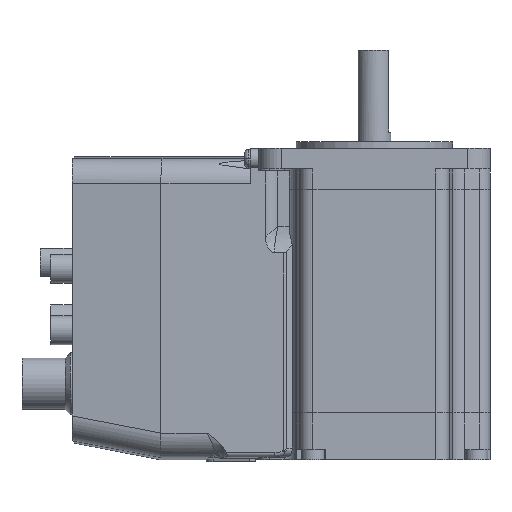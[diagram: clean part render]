
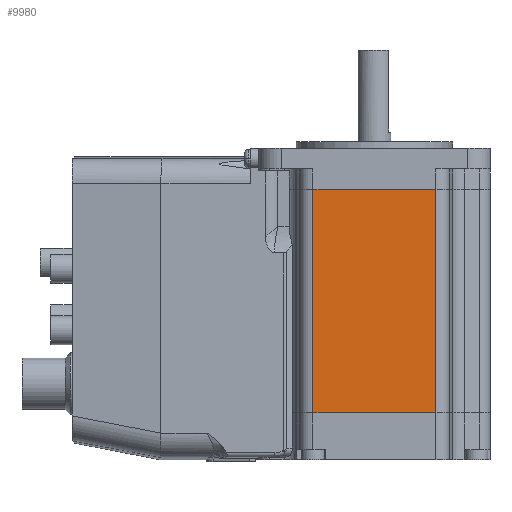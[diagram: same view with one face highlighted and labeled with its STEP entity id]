
A CAD part, front view. The second image highlights one B-rep face of the part: STEP entity #9980.
In plain terms, the highlighted planar face has unit normal (0, -1, 0).
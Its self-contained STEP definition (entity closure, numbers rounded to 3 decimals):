
#135 = DIRECTION ( 'NONE',  ( 0., 0., 1. ) ) ;
#334 = DIRECTION ( 'NONE',  ( -1., 0., 0. ) ) ;
#616 = CARTESIAN_POINT ( 'NONE',  ( 15., -28.2, -64.5 ) ) ;
#671 = VECTOR ( 'NONE', #716, 1000. ) ;
#716 = DIRECTION ( 'NONE',  ( 1., 0., 0. ) ) ;
#863 = LINE ( 'NONE', #2974, #671 ) ;
#1110 = VECTOR ( 'NONE', #135, 1000. ) ;
#1871 = VECTOR ( 'NONE', #334, 1000. ) ;
#2753 = VERTEX_POINT ( 'NONE', #15144 ) ;
#2922 = LINE ( 'NONE', #5424, #1871 ) ;
#2931 = VERTEX_POINT ( 'NONE', #8481 ) ;
#2974 = CARTESIAN_POINT ( 'NONE',  ( 15., -28.2, -64.5 ) ) ;
#3234 = DIRECTION ( 'NONE',  ( 1., 0., 0. ) ) ;
#3455 = DIRECTION ( 'NONE',  ( 0., 0., 1. ) ) ;
#4407 = ORIENTED_EDGE ( 'NONE', *, *, #4876, .T. ) ;
#4735 = ORIENTED_EDGE ( 'NONE', *, *, #13371, .T. ) ;
#4876 = EDGE_CURVE ( 'NONE', #5291, #8120, #863, .T. ) ;
#5291 = VERTEX_POINT ( 'NONE', #5682 ) ;
#5424 = CARTESIAN_POINT ( 'NONE',  ( 15., -28.2, -10. ) ) ;
#5682 = CARTESIAN_POINT ( 'NONE',  ( -15., -28.2, -64.5 ) ) ;
#7156 = EDGE_CURVE ( 'NONE', #5291, #2753, #11124, .T. ) ;
#7238 = LINE ( 'NONE', #12110, #9559 ) ;
#8069 = PLANE ( 'NONE',  #11810 ) ;
#8120 = VERTEX_POINT ( 'NONE', #616 ) ;
#8481 = CARTESIAN_POINT ( 'NONE',  ( 15., -28.2, -10. ) ) ;
#9362 = CARTESIAN_POINT ( 'NONE',  ( 15., -28.2, -76. ) ) ;
#9559 = VECTOR ( 'NONE', #3455, 1000. ) ;
#9980 = ADVANCED_FACE ( 'NONE', ( #15364 ), #8069, .T. ) ;
#11124 = LINE ( 'NONE', #11208, #1110 ) ;
#11208 = CARTESIAN_POINT ( 'NONE',  ( -15., -28.2, -76. ) ) ;
#11666 = EDGE_CURVE ( 'NONE', #8120, #2931, #7238, .T. ) ;
#11810 = AXIS2_PLACEMENT_3D ( 'NONE', #9362, #14468, #3234 ) ;
#12020 = ORIENTED_EDGE ( 'NONE', *, *, #11666, .T. ) ;
#12110 = CARTESIAN_POINT ( 'NONE',  ( 15., -28.2, -76. ) ) ;
#12151 = ORIENTED_EDGE ( 'NONE', *, *, #7156, .F. ) ;
#13371 = EDGE_CURVE ( 'NONE', #2931, #2753, #2922, .T. ) ;
#14468 = DIRECTION ( 'NONE',  ( 0., -1., 0. ) ) ;
#15144 = CARTESIAN_POINT ( 'NONE',  ( -15., -28.2, -10. ) ) ;
#15364 = FACE_OUTER_BOUND ( 'NONE', #15764, .T. ) ;
#15764 = EDGE_LOOP ( 'NONE', ( #12151, #4407, #12020, #4735 ) ) ;
